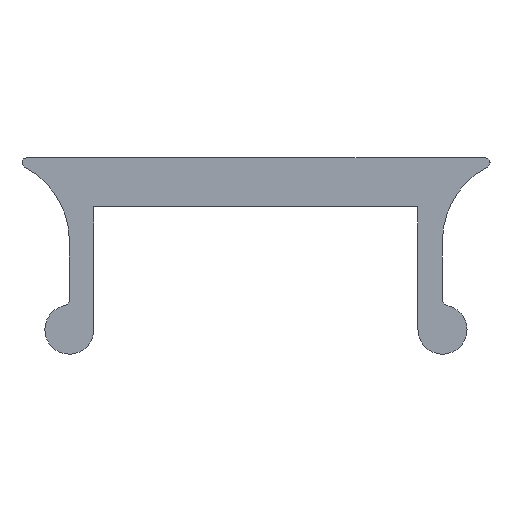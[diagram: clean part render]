
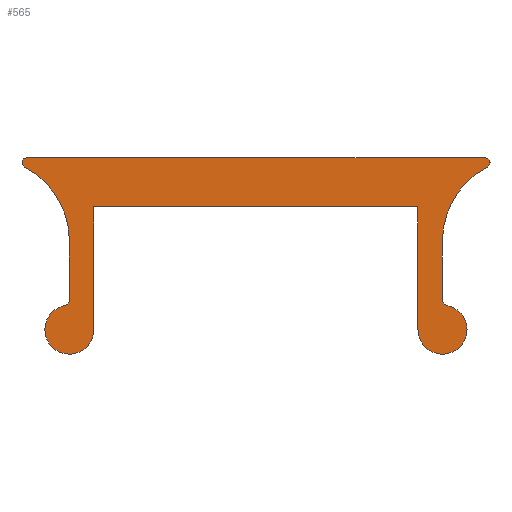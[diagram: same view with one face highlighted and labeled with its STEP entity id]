
A CAD part, left-side view. The second image highlights one B-rep face of the part: STEP entity #565.
In plain terms, the highlighted planar face has unit normal (-1, 0, 0).
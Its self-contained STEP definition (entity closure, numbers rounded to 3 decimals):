
#18=CARTESIAN_POINT('',(0.0,-4.3,-2.5));
#19=VERTEX_POINT('',#18);
#26=CARTESIAN_POINT('',(0.0,-3.3,-2.5));
#27=VERTEX_POINT('',#26);
#28=CARTESIAN_POINT('',(0.0,-3.8,-2.5));
#29=DIRECTION('',(1.0,0.0,0.0));
#30=DIRECTION('',(0.0,0.,1.0));
#31=AXIS2_PLACEMENT_3D('',#28,#29,#30);
#32=CIRCLE('',#31,0.5);
#33=EDGE_CURVE('',#19,#27,#32,.T.);
#60=CARTESIAN_POINT('',(0.0,-4.768,0.9));
#61=VERTEX_POINT('',#60);
#68=CARTESIAN_POINT('',(0.0,-4.714,0.811));
#69=VERTEX_POINT('',#68);
#70=CARTESIAN_POINT('',(0.0,-4.668,0.9));
#71=DIRECTION('',(1.0,0.0,0.0));
#72=DIRECTION('',(0.0,1.0,0.));
#73=AXIS2_PLACEMENT_3D('',#70,#71,#72);
#74=CIRCLE('',#73,0.1);
#75=EDGE_CURVE('',#61,#69,#74,.T.);
#91=CARTESIAN_POINT('',(0.0,-3.3,0.));
#92=VERTEX_POINT('',#91);
#93=CARTESIAN_POINT('',(0.0,-3.3,-2.5));
#94=DIRECTION('',(0.0,0.0,1.0));
#95=VECTOR('',#94,2.5);
#96=LINE('',#93,#95);
#97=EDGE_CURVE('',#27,#92,#96,.T.);
#122=CARTESIAN_POINT('',(0.0,3.3,0.));
#123=VERTEX_POINT('',#122);
#124=CARTESIAN_POINT('',(0.0,-3.3,0.));
#125=DIRECTION('',(0.0,1.0,0.0));
#126=VECTOR('',#125,6.6);
#127=LINE('',#124,#126);
#128=EDGE_CURVE('',#92,#123,#127,.T.);
#153=CARTESIAN_POINT('',(0.0,3.3,-2.5));
#154=VERTEX_POINT('',#153);
#155=CARTESIAN_POINT('',(0.0,3.3,0.));
#156=DIRECTION('',(0.0,0.0,-1.0));
#157=VECTOR('',#156,2.5);
#158=LINE('',#155,#157);
#159=EDGE_CURVE('',#123,#154,#158,.T.);
#184=CARTESIAN_POINT('',(0.0,3.883,-2.007));
#185=VERTEX_POINT('',#184);
#186=CARTESIAN_POINT('',(0.0,3.8,-2.5));
#187=DIRECTION('',(1.0,0.0,0.0));
#188=DIRECTION('',(0.0,-1.0,0.));
#189=AXIS2_PLACEMENT_3D('',#186,#187,#188);
#190=CIRCLE('',#189,0.5);
#191=EDGE_CURVE('',#154,#185,#190,.T.);
#217=CARTESIAN_POINT('',(0.0,3.8,-1.908));
#218=VERTEX_POINT('',#217);
#219=CARTESIAN_POINT('',(0.0,3.9,-1.908));
#220=DIRECTION('',(-1.0,0.0,0.0));
#221=DIRECTION('',(0.0,1.0,0.));
#222=AXIS2_PLACEMENT_3D('',#219,#220,#221);
#223=CIRCLE('',#222,0.1);
#224=EDGE_CURVE('',#185,#218,#223,.T.);
#250=CARTESIAN_POINT('',(0.0,3.8,-0.69));
#251=VERTEX_POINT('',#250);
#252=CARTESIAN_POINT('',(0.0,3.8,-1.908));
#253=DIRECTION('',(0.0,0.0,1.0));
#254=VECTOR('',#253,1.218);
#255=LINE('',#252,#254);
#256=EDGE_CURVE('',#218,#251,#255,.T.);
#281=CARTESIAN_POINT('',(0.0,4.714,0.811));
#282=VERTEX_POINT('',#281);
#283=CARTESIAN_POINT('',(0.0,5.49,-0.69));
#284=DIRECTION('',(-1.0,0.0,0.0));
#285=DIRECTION('',(0.0,1.0,0.));
#286=AXIS2_PLACEMENT_3D('',#283,#284,#285);
#287=CIRCLE('',#286,1.69);
#288=EDGE_CURVE('',#251,#282,#287,.T.);
#314=CARTESIAN_POINT('',(0.0,4.668,1.));
#315=VERTEX_POINT('',#314);
#316=CARTESIAN_POINT('',(0.0,4.668,0.9));
#317=DIRECTION('',(1.0,0.0,0.0));
#318=DIRECTION('',(0.0,-1.0,0.));
#319=AXIS2_PLACEMENT_3D('',#316,#317,#318);
#320=CIRCLE('',#319,0.1);
#321=EDGE_CURVE('',#282,#315,#320,.T.);
#347=CARTESIAN_POINT('',(0.0,-4.668,1.));
#348=VERTEX_POINT('',#347);
#349=CARTESIAN_POINT('',(0.0,4.668,1.));
#350=DIRECTION('',(0.0,-1.0,0.0));
#351=VECTOR('',#350,9.336);
#352=LINE('',#349,#351);
#353=EDGE_CURVE('',#315,#348,#352,.T.);
#387=CARTESIAN_POINT('',(0.0,-4.668,0.9));
#388=DIRECTION('',(1.0,0.0,0.0));
#389=DIRECTION('',(0.0,1.0,0.));
#390=AXIS2_PLACEMENT_3D('',#387,#388,#389);
#391=CIRCLE('',#390,0.1);
#392=EDGE_CURVE('',#348,#61,#391,.T.);
#402=CARTESIAN_POINT('',(0.0,-3.8,-0.69));
#403=VERTEX_POINT('',#402);
#404=CARTESIAN_POINT('',(0.0,-5.49,-0.69));
#405=DIRECTION('',(-1.0,0.0,0.0));
#406=DIRECTION('',(0.0,-1.0,0.));
#407=AXIS2_PLACEMENT_3D('',#404,#405,#406);
#408=CIRCLE('',#407,1.69);
#409=EDGE_CURVE('',#69,#403,#408,.T.);
#435=CARTESIAN_POINT('',(0.0,-3.8,-1.908));
#436=VERTEX_POINT('',#435);
#437=CARTESIAN_POINT('',(0.0,-3.8,-0.69));
#438=DIRECTION('',(0.0,0.0,-1.0));
#439=VECTOR('',#438,1.218);
#440=LINE('',#437,#439);
#441=EDGE_CURVE('',#403,#436,#440,.T.);
#466=CARTESIAN_POINT('',(0.0,-3.883,-2.007));
#467=VERTEX_POINT('',#466);
#468=CARTESIAN_POINT('',(0.0,-3.9,-1.908));
#469=DIRECTION('',(-1.0,0.0,0.0));
#470=DIRECTION('',(0.0,-1.0,0.));
#471=AXIS2_PLACEMENT_3D('',#468,#469,#470);
#472=CIRCLE('',#471,0.1);
#473=EDGE_CURVE('',#436,#467,#472,.T.);
#508=CARTESIAN_POINT('',(0.0,-3.8,-2.5));
#509=DIRECTION('',(1.0,0.0,0.0));
#510=DIRECTION('',(0.0,0.,1.0));
#511=AXIS2_PLACEMENT_3D('',#508,#509,#510);
#512=CIRCLE('',#511,0.5);
#513=EDGE_CURVE('',#467,#19,#512,.T.);
#542=CARTESIAN_POINT('',(0.0,-5.245,-3.2));
#543=DIRECTION('',(1.0,0.0,0.0));
#544=DIRECTION('',(0.0,1.0,0.0));
#545=AXIS2_PLACEMENT_3D('',#542,#543,#544);
#546=PLANE('',#545);
#547=ORIENTED_EDGE('',*,*,#97,.F.);
#548=ORIENTED_EDGE('',*,*,#33,.F.);
#549=ORIENTED_EDGE('',*,*,#513,.F.);
#550=ORIENTED_EDGE('',*,*,#473,.F.);
#551=ORIENTED_EDGE('',*,*,#441,.F.);
#552=ORIENTED_EDGE('',*,*,#409,.F.);
#553=ORIENTED_EDGE('',*,*,#75,.F.);
#554=ORIENTED_EDGE('',*,*,#392,.F.);
#555=ORIENTED_EDGE('',*,*,#353,.F.);
#556=ORIENTED_EDGE('',*,*,#321,.F.);
#557=ORIENTED_EDGE('',*,*,#288,.F.);
#558=ORIENTED_EDGE('',*,*,#256,.F.);
#559=ORIENTED_EDGE('',*,*,#224,.F.);
#560=ORIENTED_EDGE('',*,*,#191,.F.);
#561=ORIENTED_EDGE('',*,*,#159,.F.);
#562=ORIENTED_EDGE('',*,*,#128,.F.);
#563=EDGE_LOOP('',(#547,#548,#549,#550,#551,#552,#553,#554,#555,#556,#557,#558,#559,#560,#561,#562));
#564=FACE_OUTER_BOUND('',#563,.T.);
#565=ADVANCED_FACE('',(#564),#546,.F.);
